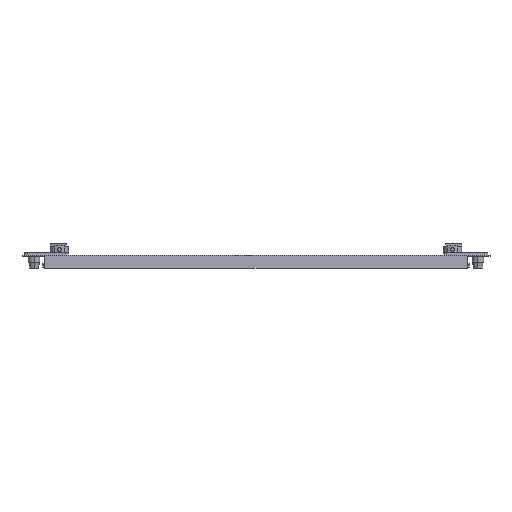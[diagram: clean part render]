
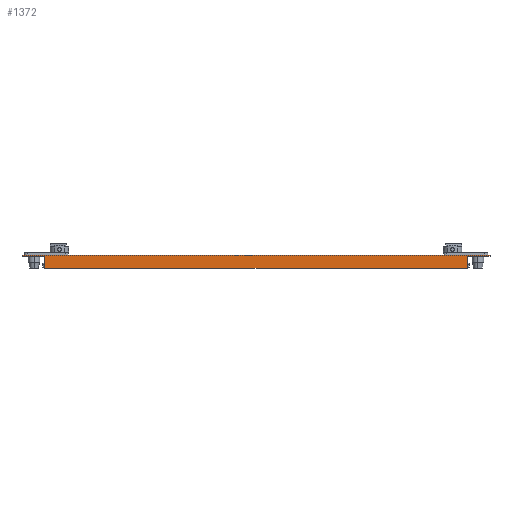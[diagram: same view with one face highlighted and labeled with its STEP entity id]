
A CAD part, front view. The second image highlights one B-rep face of the part: STEP entity #1372.
In plain terms, the highlighted planar face has unit normal (0, -1, 0).
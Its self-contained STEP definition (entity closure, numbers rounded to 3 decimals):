
#353=DIRECTION('',(-1.,0.,0.));
#354=VECTOR('',#353,17.);
#355=CARTESIAN_POINT('',(350.,-100.,0.));
#356=LINE('',#355,#354);
#360=DIRECTION('',(0.,0.,1.));
#361=VECTOR('',#360,9.);
#362=CARTESIAN_POINT('',(17.,-100.,-9.));
#363=LINE('',#362,#361);
#367=DIRECTION('',(-1.,0.,0.));
#368=VECTOR('',#367,17.);
#369=CARTESIAN_POINT('',(17.,-100.,0.));
#370=LINE('',#369,#368);
#374=DIRECTION('',(0.,0.,1.));
#375=VECTOR('',#374,1.);
#376=CARTESIAN_POINT('',(0.,-100.,0.));
#377=LINE('',#376,#375);
#381=DIRECTION('',(0.,0.,1.));
#382=VECTOR('',#381,9.);
#383=CARTESIAN_POINT('',(333.,-100.,-9.));
#384=LINE('',#383,#382);
#402=DIRECTION('',(1.,0.,0.));
#403=VECTOR('',#402,316.);
#404=CARTESIAN_POINT('',(17.,-100.,-9.));
#405=LINE('',#404,#403);
#437=DIRECTION('',(-1.,0.,0.));
#438=VECTOR('',#437,350.);
#439=CARTESIAN_POINT('',(350.,-100.,1.));
#440=LINE('',#439,#438);
#639=DIRECTION('',(0.,0.,1.));
#640=VECTOR('',#639,1.);
#641=CARTESIAN_POINT('',(350.,-100.,0.));
#642=LINE('',#641,#640);
#1032=CARTESIAN_POINT('',(17.,-100.,0.));
#1034=VERTEX_POINT('',#1032);
#1037=CARTESIAN_POINT('',(333.,-100.,0.));
#1038=VERTEX_POINT('',#1037);
#1039=CARTESIAN_POINT('',(350.,-100.,0.));
#1040=VERTEX_POINT('',#1039);
#1053=CARTESIAN_POINT('',(0.,-100.,0.));
#1054=VERTEX_POINT('',#1053);
#1128=CARTESIAN_POINT('',(350.,-100.,1.));
#1130=VERTEX_POINT('',#1128);
#1131=CARTESIAN_POINT('',(0.,-100.,1.));
#1132=VERTEX_POINT('',#1131);
#1187=CARTESIAN_POINT('',(333.,-100.,-9.));
#1188=VERTEX_POINT('',#1187);
#1189=CARTESIAN_POINT('',(17.,-100.,-9.));
#1190=VERTEX_POINT('',#1189);
#1352=CARTESIAN_POINT('',(0.,-100.,1.));
#1353=DIRECTION('',(0.,-1.,0.));
#1354=DIRECTION('',(1.,0.,0.));
#1355=AXIS2_PLACEMENT_3D('',#1352,#1353,#1354);
#1356=PLANE('',#1355);
#1357=ORIENTED_EDGE('',*,*,#1230,.T.);
#1359=ORIENTED_EDGE('',*,*,#1358,.F.);
#1361=ORIENTED_EDGE('',*,*,#1360,.F.);
#1362=ORIENTED_EDGE('',*,*,#1343,.T.);
#1363=ORIENTED_EDGE('',*,*,#1246,.T.);
#1365=ORIENTED_EDGE('',*,*,#1364,.T.);
#1367=ORIENTED_EDGE('',*,*,#1366,.F.);
#1369=ORIENTED_EDGE('',*,*,#1368,.F.);
#1370=EDGE_LOOP('',(#1357,#1359,#1361,#1362,#1363,#1365,#1367,#1369));
#1371=FACE_OUTER_BOUND('',#1370,.F.);
#1230=EDGE_CURVE('',#1040,#1038,#356,.T.);
#1246=EDGE_CURVE('',#1034,#1054,#370,.T.);
#1343=EDGE_CURVE('',#1190,#1034,#363,.T.);
#1358=EDGE_CURVE('',#1188,#1038,#384,.T.);
#1360=EDGE_CURVE('',#1190,#1188,#405,.T.);
#1364=EDGE_CURVE('',#1054,#1132,#377,.T.);
#1366=EDGE_CURVE('',#1130,#1132,#440,.T.);
#1368=EDGE_CURVE('',#1040,#1130,#642,.T.);
#1372=ADVANCED_FACE('',(#1371),#1356,.T.);
